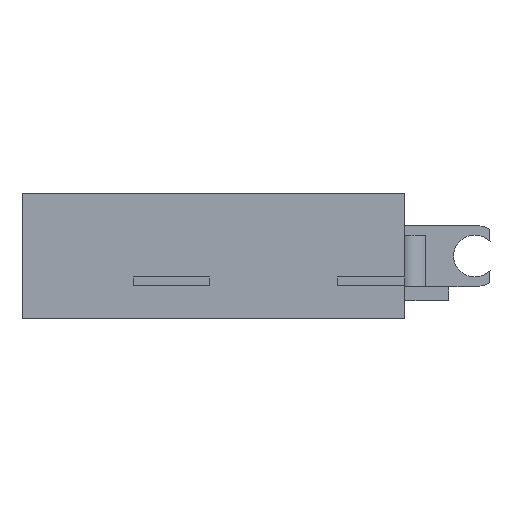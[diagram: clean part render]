
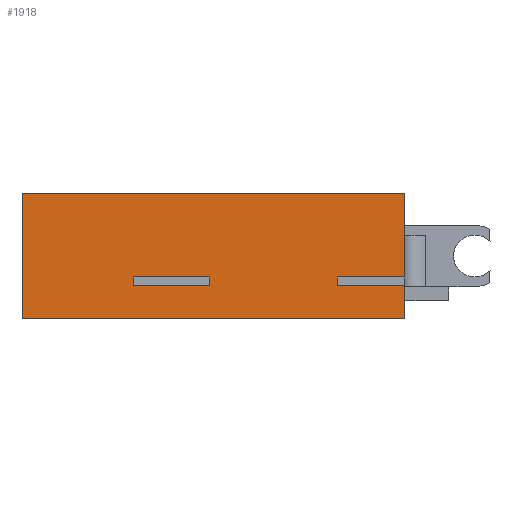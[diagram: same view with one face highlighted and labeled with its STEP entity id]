
A CAD part, front view. The second image highlights one B-rep face of the part: STEP entity #1918.
In plain terms, the highlighted planar face has unit normal (0, -1, 0).
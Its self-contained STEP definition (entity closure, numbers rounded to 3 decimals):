
#39=FACE_BOUND('',#314,.T.);
#96=PLANE('',#2080);
#194=FACE_OUTER_BOUND('',#313,.T.);
#313=EDGE_LOOP('',(#1651,#1652,#1653,#1654,#1655,#1656,#1657,#1658));
#314=EDGE_LOOP('',(#1659,#1660,#1661,#1662));
#472=LINE('',#2997,#682);
#481=LINE('',#3015,#691);
#490=LINE('',#3032,#700);
#491=LINE('',#3036,#701);
#495=LINE('',#3047,#705);
#516=LINE('',#3094,#726);
#527=LINE('',#3123,#737);
#532=LINE('',#3132,#742);
#533=LINE('',#3134,#743);
#535=LINE('',#3139,#745);
#548=LINE('',#3173,#758);
#549=LINE('',#3174,#759);
#682=VECTOR('',#2322,10.);
#691=VECTOR('',#2335,10.);
#700=VECTOR('',#2346,10.);
#701=VECTOR('',#2349,10.);
#705=VECTOR('',#2357,10.);
#726=VECTOR('',#2396,10.);
#737=VECTOR('',#2421,10.);
#742=VECTOR('',#2428,10.);
#743=VECTOR('',#2431,10.);
#745=VECTOR('',#2437,10.);
#758=VECTOR('',#2480,10.);
#759=VECTOR('',#2481,10.);
#902=VERTEX_POINT('',#2994);
#903=VERTEX_POINT('',#2996);
#909=VERTEX_POINT('',#3012);
#910=VERTEX_POINT('',#3014);
#918=VERTEX_POINT('',#3034);
#919=VERTEX_POINT('',#3035);
#923=VERTEX_POINT('',#3045);
#924=VERTEX_POINT('',#3046);
#940=VERTEX_POINT('',#3091);
#941=VERTEX_POINT('',#3093);
#952=VERTEX_POINT('',#3122);
#955=VERTEX_POINT('',#3130);
#1114=EDGE_CURVE('',#902,#903,#472,.T.);
#1123=EDGE_CURVE('',#910,#909,#481,.T.);
#1132=EDGE_CURVE('',#903,#909,#490,.T.);
#1133=EDGE_CURVE('',#918,#919,#491,.T.);
#1138=EDGE_CURVE('',#923,#924,#495,.T.);
#1161=EDGE_CURVE('',#940,#941,#516,.T.);
#1175=EDGE_CURVE('',#918,#952,#527,.T.);
#1180=EDGE_CURVE('',#919,#955,#532,.T.);
#1181=EDGE_CURVE('',#952,#955,#533,.T.);
#1184=EDGE_CURVE('',#923,#940,#535,.T.);
#1202=EDGE_CURVE('',#924,#910,#548,.T.);
#1203=EDGE_CURVE('',#941,#902,#549,.T.);
#1651=ORIENTED_EDGE('',*,*,#1138,.T.);
#1652=ORIENTED_EDGE('',*,*,#1202,.T.);
#1653=ORIENTED_EDGE('',*,*,#1123,.T.);
#1654=ORIENTED_EDGE('',*,*,#1132,.F.);
#1655=ORIENTED_EDGE('',*,*,#1114,.F.);
#1656=ORIENTED_EDGE('',*,*,#1203,.F.);
#1657=ORIENTED_EDGE('',*,*,#1161,.F.);
#1658=ORIENTED_EDGE('',*,*,#1184,.F.);
#1659=ORIENTED_EDGE('',*,*,#1180,.T.);
#1660=ORIENTED_EDGE('',*,*,#1181,.F.);
#1661=ORIENTED_EDGE('',*,*,#1175,.F.);
#1662=ORIENTED_EDGE('',*,*,#1133,.T.);
#1918=ADVANCED_FACE('',(#194,#39),#96,.F.);
#2080=AXIS2_PLACEMENT_3D('',#3185,#2497,#2498);
#2322=DIRECTION('',(-1.,0.,0.));
#2335=DIRECTION('',(-1.,0.,0.));
#2346=DIRECTION('',(0.,0.,1.));
#2349=DIRECTION('',(1.,0.,0.));
#2357=DIRECTION('',(1.,0.,0.));
#2396=DIRECTION('',(1.,0.,0.));
#2421=DIRECTION('',(0.,0.,-1.));
#2428=DIRECTION('',(0.,0.,-1.));
#2431=DIRECTION('',(1.,0.,0.));
#2437=DIRECTION('',(0.,0.,-1.));
#2480=DIRECTION('',(0.,0.,1.));
#2481=DIRECTION('',(0.,0.,-1.));
#2497=DIRECTION('center_axis',(0.,1.,0.));
#2498=DIRECTION('ref_axis',(0.,0.,
1.));
#2994=CARTESIAN_POINT('',(0.,-22.604,-3.));
#2996=CARTESIAN_POINT('',(-13.7,-22.604,-3.));
#2997=CARTESIAN_POINT('',(-6.65,-22.604,-3.));
#3012=CARTESIAN_POINT('',(-13.7,-22.604,1.5));
#3014=CARTESIAN_POINT('',(0.,-22.604,1.5));
#3015=CARTESIAN_POINT('',(-13.2,-22.604,1.5));
#3032=CARTESIAN_POINT('',(-13.7,-22.604,-0.65));
#3034=CARTESIAN_POINT('',(-9.7,-22.604,-1.5));
#3035=CARTESIAN_POINT('',(-7.,-22.604,-1.5));
#3036=CARTESIAN_POINT('',(-5.36,-22.604,-1.5));
#3045=CARTESIAN_POINT('',(-2.4,-22.604,-1.5));
#3046=CARTESIAN_POINT('',(0.,-22.604,-1.5));
#3047=CARTESIAN_POINT('',(-5.36,-22.604,-1.5));
#3091=CARTESIAN_POINT('',(-2.4,-22.604,-1.8));
#3093=CARTESIAN_POINT('',(0.,-22.604,-1.8));
#3094=CARTESIAN_POINT('',(-6.65,-22.604,-1.8));
#3122=CARTESIAN_POINT('',(-9.7,-22.604,-1.8));
#3123=CARTESIAN_POINT('',(-9.7,-22.604,-1.525));
#3130=CARTESIAN_POINT('',(-7.,-22.604,-1.8));
#3132=CARTESIAN_POINT('',(-7.,-22.604,-1.65));
#3134=CARTESIAN_POINT('',(-8.2,-22.604,-1.8));
#3139=CARTESIAN_POINT('',(-2.4,-22.604,-1.65));
#3173=CARTESIAN_POINT('',(0.,-22.604,-0.65));
#3174=CARTESIAN_POINT('',(0.,-22.604,-2.4));
#3185=CARTESIAN_POINT('Origin',(-6.65,-22.604,-2.4));
